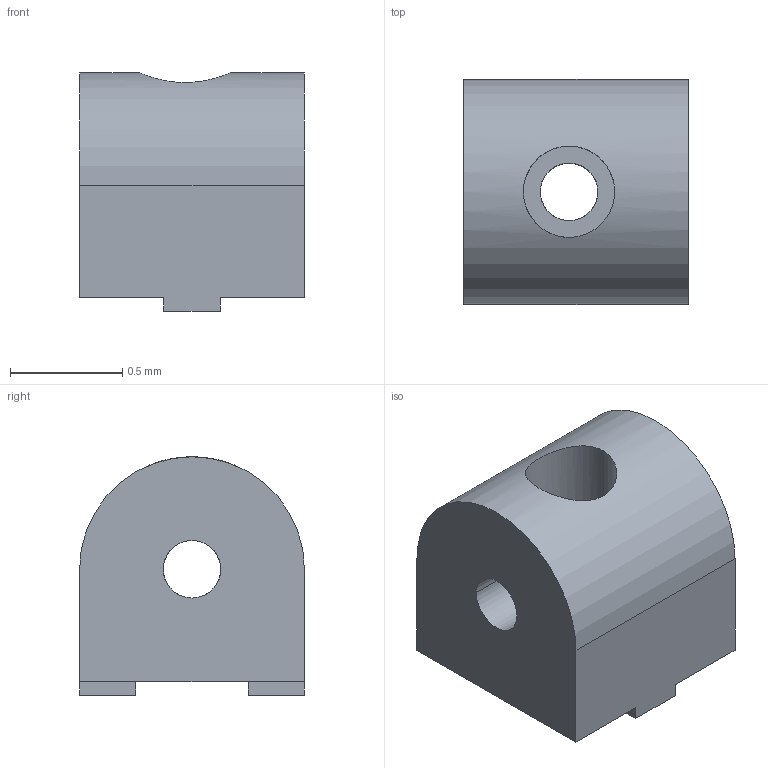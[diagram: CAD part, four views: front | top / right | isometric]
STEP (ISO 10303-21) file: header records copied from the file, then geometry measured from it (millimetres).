
FILE_DESCRIPTION((''),'2;1');
FILE_NAME('10HI8308.stp','2015-07-07T14:53:16',(''),(''),'Mechanical Desktop 2011','Mechanical Desktop 2011',', , ');
FILE_SCHEMA(('CONFIG_CONTROL_DESIGN'));
Length unit declared in the file: millimetre
Products named in the file (1): Product
Bounding box: 1 x 1 x 1.06 mm (x, y, z)
Volume: 0.8 mm3; surface area: 6.7 mm2
Topology: 1 solids, 1 shells, 25 faces, 67 edges, 43 vertices
Faces by surface type: plane 14, cylinder 11
Entity records: 920 total; most frequent: CARTESIAN_POINT 171, DIRECTION 138, ORIENTED_EDGE 134, EDGE_CURVE 67, AXIS2_PLACEMENT_3D 47, VECTOR 44, LINE 44, VERTEX_POINT 43
